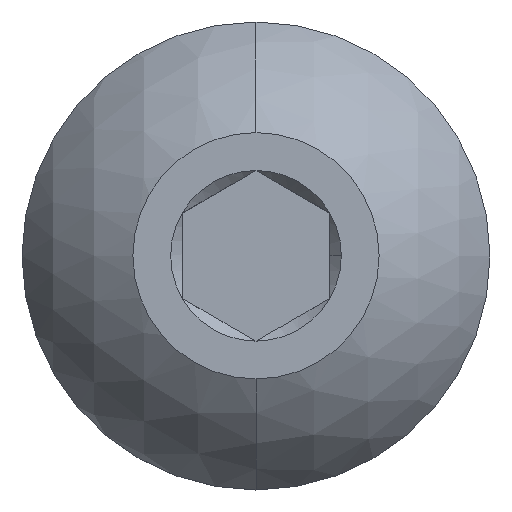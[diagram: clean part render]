
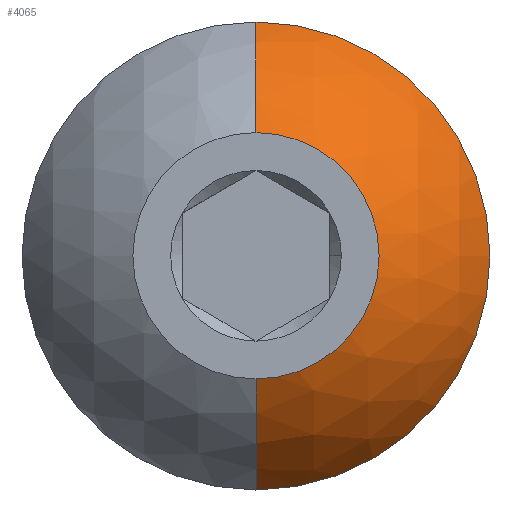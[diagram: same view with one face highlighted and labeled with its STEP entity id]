
A CAD part, top view. The second image highlights one B-rep face of the part: STEP entity #4065.
In plain terms, the highlighted spherical face has radius 5.287 mm.
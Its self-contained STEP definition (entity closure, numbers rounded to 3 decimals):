
#127 = CARTESIAN_POINT ( 'NONE',  ( 4.75, 0., -2.338 ) ) ;
#142 = CARTESIAN_POINT ( 'NONE',  ( 0., -4.75, -2.338 ) ) ;
#1107 = CARTESIAN_POINT ( 'NONE',  ( 0., 0., -4.658 ) ) ;
#1135 = DIRECTION ( 'NONE',  ( 1., 0., 0. ) ) ;
#1301 = DIRECTION ( 'NONE',  ( 0., -1., 0. ) ) ;
#1977 = EDGE_LOOP ( 'NONE', ( #2510, #2517, #2167, #2171, #2259 ) ) ;
#2062 = FACE_OUTER_BOUND ( 'NONE', #1977, .T. ) ;
#2066 = SPHERICAL_SURFACE ( 'NONE', #4319, 5.287 ) ;
#2114 = CIRCLE ( 'NONE', #4265, 5.287 ) ;
#2127 = CIRCLE ( 'NONE', #4261, 2.5 ) ;
#2167 = ORIENTED_EDGE ( 'NONE', *, *, #4240, .T. ) ;
#2171 = ORIENTED_EDGE ( 'NONE', *, *, #4106, .F. ) ;
#2193 = VERTEX_POINT ( 'NONE', #142 ) ;
#2237 = VERTEX_POINT ( 'NONE', #127 ) ;
#2259 = ORIENTED_EDGE ( 'NONE', *, *, #4102, .F. ) ;
#2330 = VERTEX_POINT ( 'NONE', #2538 ) ;
#2399 = VERTEX_POINT ( 'NONE', #2524 ) ;
#2410 = VERTEX_POINT ( 'NONE', #5557 ) ;
#2510 = ORIENTED_EDGE ( 'NONE', *, *, #4295, .T. ) ;
#2517 = ORIENTED_EDGE ( 'NONE', *, *, #4214, .T. ) ;
#2524 = CARTESIAN_POINT ( 'NONE',  ( 0., 4.75, -2.338 ) ) ;
#2538 = CARTESIAN_POINT ( 'NONE',  ( 0., 2.5, 0. ) ) ;
#3461 = CARTESIAN_POINT ( 'NONE',  ( 0., 0., -2.338 ) ) ;
#3462 = DIRECTION ( 'NONE',  ( 0., 0., 1. ) ) ;
#3463 = DIRECTION ( 'NONE',  ( 1., 0., 0. ) ) ;
#3555 = CARTESIAN_POINT ( 'NONE',  ( 0., 0., -4.658 ) ) ;
#3556 = DIRECTION ( 'NONE',  ( 1., 0., 0. ) ) ;
#3557 = DIRECTION ( 'NONE',  ( 0., 1., 0. ) ) ;
#3729 = CARTESIAN_POINT ( 'NONE',  ( 0., 0., -2.338 ) ) ;
#3730 = DIRECTION ( 'NONE',  ( 0., 0., 1. ) ) ;
#3731 = DIRECTION ( 'NONE',  ( 1., 0., 0. ) ) ;
#4065 = ADVANCED_FACE ( 'NONE', ( #2062 ), #2066, .T. ) ;
#4102 = EDGE_CURVE ( 'NONE', #2193, #2410, #2114, .T. ) ;
#4106 = EDGE_CURVE ( 'NONE', #2410, #2330, #2127, .T. ) ;
#4214 = EDGE_CURVE ( 'NONE', #2237, #2399, #4459, .T. ) ;
#4240 = EDGE_CURVE ( 'NONE', #2399, #2330, #4496, .T. ) ;
#4261 = AXIS2_PLACEMENT_3D ( 'NONE', #5695, #5696, #5697 ) ;
#4265 = AXIS2_PLACEMENT_3D ( 'NONE', #5279, #5280, #5281 ) ;
#4295 = EDGE_CURVE ( 'NONE', #2193, #2237, #4507, .T. ) ;
#4319 = AXIS2_PLACEMENT_3D ( 'NONE', #1107, #1135, #1301 ) ;
#4368 = AXIS2_PLACEMENT_3D ( 'NONE', #3729, #3730, #3731 ) ;
#4369 = AXIS2_PLACEMENT_3D ( 'NONE', #3555, #3556, #3557 ) ;
#4372 = AXIS2_PLACEMENT_3D ( 'NONE', #3461, #3462, #3463 ) ;
#4459 = CIRCLE ( 'NONE', #4372, 4.75 ) ;
#4496 = CIRCLE ( 'NONE', #4369, 5.287 ) ;
#4507 = CIRCLE ( 'NONE', #4368, 4.75 ) ;
#5279 = CARTESIAN_POINT ( 'NONE',  ( 0., 0., -4.658 ) ) ;
#5280 = DIRECTION ( 'NONE',  ( -1., 0., 0. ) ) ;
#5281 = DIRECTION ( 'NONE',  ( 0., -1., 0. ) ) ;
#5557 = CARTESIAN_POINT ( 'NONE',  ( 0., -2.5, 0. ) ) ;
#5695 = CARTESIAN_POINT ( 'NONE',  ( 0., 0., 0. ) ) ;
#5696 = DIRECTION ( 'NONE',  ( 0., 0., 1. ) ) ;
#5697 = DIRECTION ( 'NONE',  ( 1., 0., 0. ) ) ;
